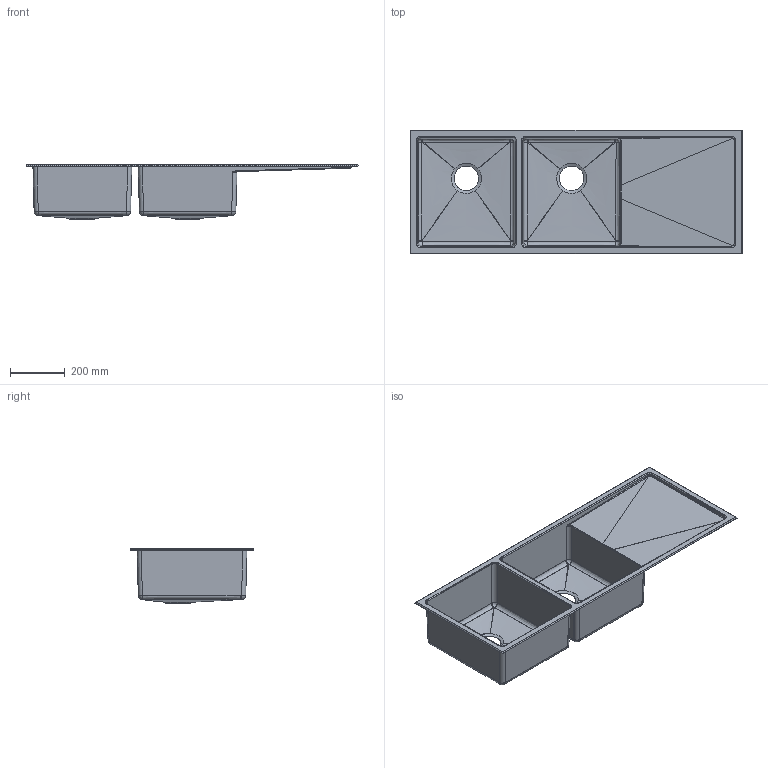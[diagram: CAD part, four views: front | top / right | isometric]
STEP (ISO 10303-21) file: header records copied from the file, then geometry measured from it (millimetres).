
FILE_DESCRIPTION(/* description */ (''),/* implementation_level */ '2;1');
FILE_NAME(/* name */ '1208LH',/* time_stamp */ '2020-03-09T14:55:26+08:00',/* author */ (''),/* organization */ (''),/* preprocessor_version */ 'ST-DEVELOPER v9',/* originating_system */ 'UGS - NX 4.0',/* authorisation */ '');
FILE_SCHEMA (('AUTOMOTIVE_DESIGN { 1 0 10303 214 1 1 1 1 }'));
Length unit declared in the file: millimetre
Products named in the file (1): Admi97FEwxrs
Bounding box: 1208 x 450 x 200 mm (x, y, z)
Volume: 1056597 mm3; surface area: 2117361.9 mm2
Topology: 1 solids, 1 shells, 239 faces, 594 edges, 341 vertices
Faces by surface type: bspline 100, plane 57, cylinder 48, sphere 32, extrusion 2
Entity records: 11550 total; most frequent: CARTESIAN_POINT 6745, ORIENTED_EDGE 1128, DIRECTION 818, EDGE_CURVE 564, AXIS2_PLACEMENT_3D 342, VERTEX_POINT 335, EDGE_LOOP 251, ADVANCED_FACE 239
